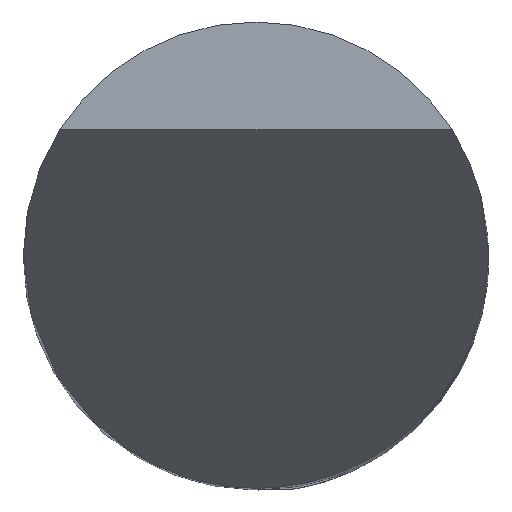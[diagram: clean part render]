
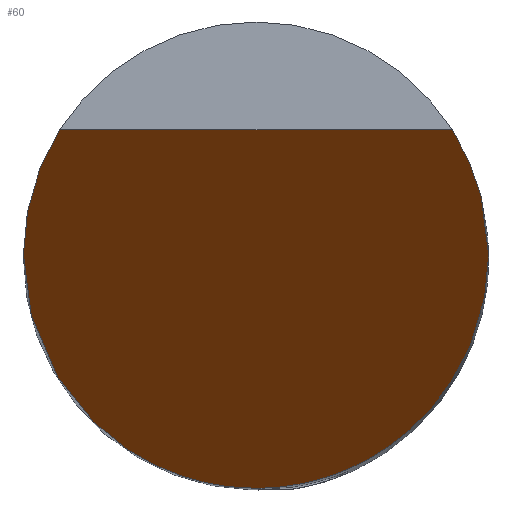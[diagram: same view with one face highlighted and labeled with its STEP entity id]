
A CAD part, top view. The second image highlights one B-rep face of the part: STEP entity #60.
In plain terms, the highlighted planar face has unit normal (0, -0.866, 0.5).
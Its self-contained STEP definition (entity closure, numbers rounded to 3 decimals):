
#60=ADVANCED_FACE('',(#98),#84,.T.);
#84=PLANE('',#486);
#98=FACE_OUTER_BOUND('',#122,.T.);
#122=EDGE_LOOP('',(#154,#155,#156,#157));
#154=ORIENTED_EDGE('',*,*,#311,.T.);
#155=ORIENTED_EDGE('',*,*,#312,.T.);
#156=ORIENTED_EDGE('',*,*,#309,.T.);
#157=ORIENTED_EDGE('',*,*,#313,.T.);
#270=VERTEX_POINT('',#629);
#271=VERTEX_POINT('',#630);
#272=VERTEX_POINT('',#637);
#273=VERTEX_POINT('',#638);
#309=EDGE_CURVE('',#270,#271,#368,.T.);
#311=EDGE_CURVE('',#272,#273,#432,.T.);
#312=EDGE_CURVE('',#273,#270,#433,.T.);
#313=EDGE_CURVE('',#271,#272,#434,.T.);
#368=LINE('',#628,#396);
#396=VECTOR('',#520,1.);
#432=(
BOUNDED_CURVE()
B_SPLINE_CURVE(3,(#633,#634,#635,#636),.UNSPECIFIED.,.F.,.F.)
B_SPLINE_CURVE_WITH_KNOTS((4,4),(0.,1.),.UNSPECIFIED.)
CURVE()
GEOMETRIC_REPRESENTATION_ITEM()
RATIONAL_B_SPLINE_CURVE((1.,0.333,0.333,1.))
REPRESENTATION_ITEM('')
);
#433=(
BOUNDED_CURVE()
B_SPLINE_CURVE(3,(#639,#640,#641,#642),.UNSPECIFIED.,.F.,.F.)
B_SPLINE_CURVE_WITH_KNOTS((4,4),(0.,1.),.UNSPECIFIED.)
CURVE()
GEOMETRIC_REPRESENTATION_ITEM()
RATIONAL_B_SPLINE_CURVE((1.,0.973,0.973,1.))
REPRESENTATION_ITEM('')
);
#434=(
BOUNDED_CURVE()
B_SPLINE_CURVE(3,(#643,#644,#645,#646),.UNSPECIFIED.,.F.,.F.)
B_SPLINE_CURVE_WITH_KNOTS((4,4),(0.,1.),.UNSPECIFIED.)
CURVE()
GEOMETRIC_REPRESENTATION_ITEM()
RATIONAL_B_SPLINE_CURVE((1.,0.973,0.973,1.))
REPRESENTATION_ITEM('')
);
#486=AXIS2_PLACEMENT_3D('',#647,#525,#526);
#520=DIRECTION('',(-1.,0.,0.));
#525=DIRECTION('',(0.,-0.866,0.5));
#526=DIRECTION('',(0.,0.5,0.866));
#628=CARTESIAN_POINT('',(-71.771,1.876,3.25));
#629=CARTESIAN_POINT('',(2.955,1.876,3.25));
#630=CARTESIAN_POINT('',(-2.955,1.876,3.25));
#633=CARTESIAN_POINT('',(-3.5,0.,0.));
#634=CARTESIAN_POINT('',(-3.5,-7.,-12.124));
#635=CARTESIAN_POINT('',(3.5,-7.,-12.124));
#636=CARTESIAN_POINT('',(3.5,0.,0.));
#637=CARTESIAN_POINT('',(-3.5,0.,0.));
#638=CARTESIAN_POINT('',(3.5,0.,0.));
#639=CARTESIAN_POINT('',(3.5,0.,0.));
#640=CARTESIAN_POINT('',(3.5,0.669,1.159));
#641=CARTESIAN_POINT('',(3.313,1.312,2.272));
#642=CARTESIAN_POINT('',(2.955,1.876,3.25));
#643=CARTESIAN_POINT('',(-2.955,1.876,3.25));
#644=CARTESIAN_POINT('',(-3.313,1.312,2.272));
#645=CARTESIAN_POINT('',(-3.5,0.669,1.159));
#646=CARTESIAN_POINT('',(-3.5,0.,0.));
#647=CARTESIAN_POINT('',(-71.771,4.054,7.021));
